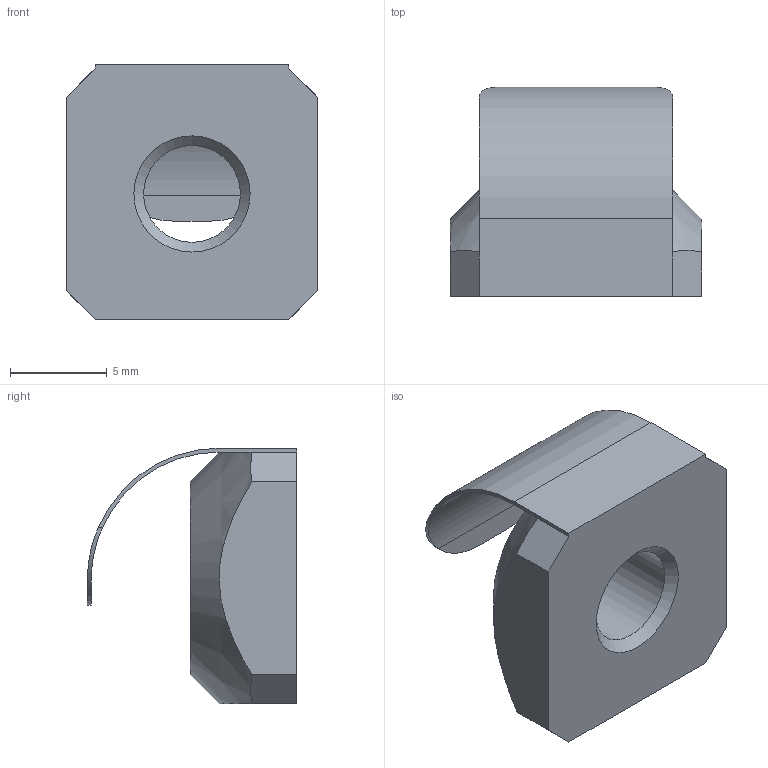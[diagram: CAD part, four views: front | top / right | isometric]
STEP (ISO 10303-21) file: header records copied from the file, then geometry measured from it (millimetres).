
FILE_DESCRIPTION(/* description */ (''),/* implementation_level */ '2;1');
FILE_NAME(/* name */ 'M6S-PF.stp',/* time_stamp */ '2021-03-24T18:26:08-04:00',/* author */ ('jmurphy'),/* organization */ (''),/* preprocessor_version */ 'ST-DEVELOPER v18.1',/* originating_system */ 'AutoCAD Mechanical',/* authorisation */ '');
FILE_SCHEMA (('AUTOMOTIVE_DESIGN { 1 0 10303 214 3 1 1 }'));
Length unit declared in the file: millimetre
Products named in the file (2): Product; M6S-PF
Assembly tree (1 placements, depth 2):
  Product
    M6S-PF
Bounding box: 13 x 10.8 x 13.2 mm (x, y, z)
Volume: 712.1 mm3; surface area: 803.6 mm2
Topology: 1 solids, 1 shells, 25 faces, 67 edges, 44 vertices
Faces by surface type: plane 17, cylinder 5, cone 3
Full cylindrical faces by diameter (mm): 5 x1
Entity records: 850 total; most frequent: CARTESIAN_POINT 199, ORIENTED_EDGE 134, DIRECTION 125, EDGE_CURVE 67, VERTEX_POINT 44, AXIS2_PLACEMENT_3D 44, LINE 37, VECTOR 37
